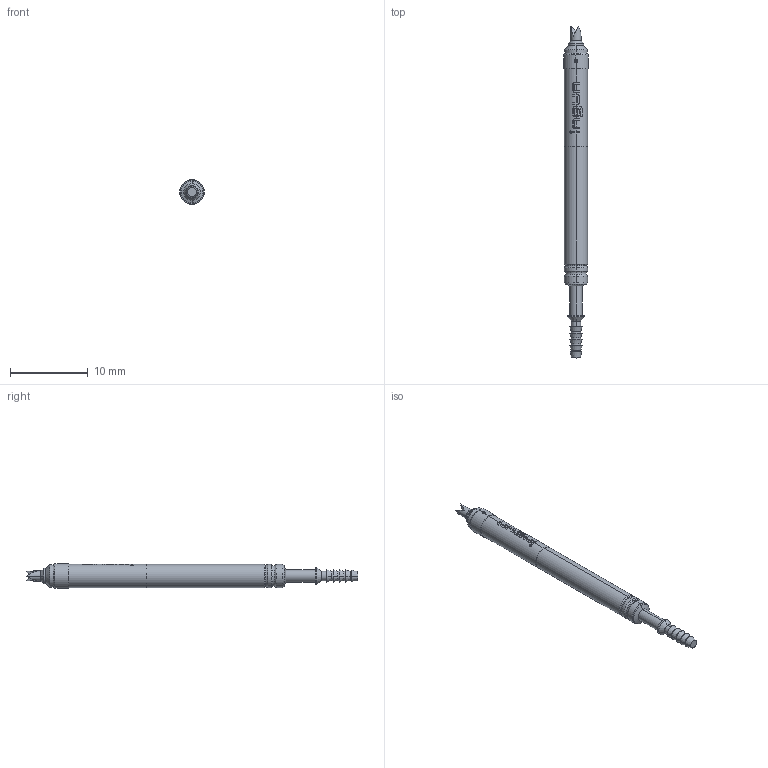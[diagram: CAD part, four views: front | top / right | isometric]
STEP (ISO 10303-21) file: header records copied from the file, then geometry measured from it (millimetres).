
FILE_DESCRIPTION (( 'STEP AP203' ), '1' );
FILE_NAME ('INGUN_PKS-300_233_130_A_xx02_B.STEP', '2022-03-03T13:41:32', ( 'ochi' ), ( '' ), 'SwSTEP 2.0', 'SolidWorks 2018', '' );
FILE_SCHEMA (( 'CONFIG_CONTROL_DESIGN' ));
Length unit declared in the file: millimetre
Products named in the file (1): INGUN_PKS-300_233_130_A_xx02_B
Bounding box: 3.2 x 42.7 x 3.2 mm (x, y, z)
Volume: 233.8 mm3; surface area: 360.7 mm2
Topology: 1 solids, 1 shells, 171 faces, 424 edges, 267 vertices
Faces by surface type: plane 60, cylinder 53, bspline 30, cone 20, torus 8
Entity records: 5999 total; most frequent: CARTESIAN_POINT 2035, ORIENTED_EDGE 848, DIRECTION 768, EDGE_CURVE 424, AXIS2_PLACEMENT_3D 314, VERTEX_POINT 267, EDGE_LOOP 183, CIRCLE 172
